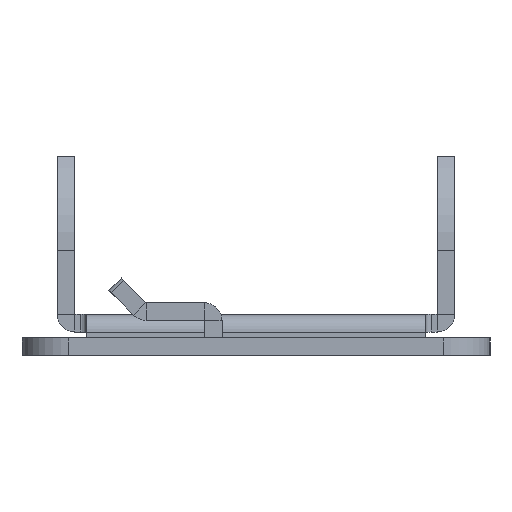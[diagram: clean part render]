
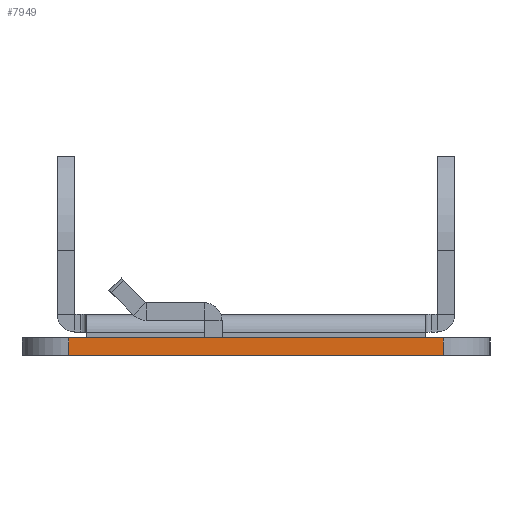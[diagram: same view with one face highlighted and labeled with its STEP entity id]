
A CAD part, left-side view. The second image highlights one B-rep face of the part: STEP entity #7949.
In plain terms, the highlighted planar face has unit normal (-1, 0, 0).
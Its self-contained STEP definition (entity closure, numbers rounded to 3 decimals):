
#159 = CARTESIAN_POINT ( 'NONE',  ( -225.01, -20., -2. ) ) ;
#164 = PLANE ( 'NONE',  #4433 ) ;
#169 = DIRECTION ( 'NONE',  ( -1., 0., 0. ) ) ;
#170 = DIRECTION ( 'NONE',  ( 0., 0., 1. ) ) ;
#507 = FACE_OUTER_BOUND ( 'NONE', #945, .T. ) ;
#654 = CARTESIAN_POINT ( 'NONE',  ( -225.01, -16., -2. ) ) ;
#655 = CARTESIAN_POINT ( 'NONE',  ( -225.01, 16., -2. ) ) ;
#674 = CARTESIAN_POINT ( 'NONE',  ( -225.01, 16., -0.5 ) ) ;
#675 = CARTESIAN_POINT ( 'NONE',  ( -225.01, -16., -0.5 ) ) ;
#945 = EDGE_LOOP ( 'NONE', ( #7135, #7125, #7117, #7121 ) ) ;
#2392 = EDGE_CURVE ( 'NONE', #7677, #7676, #4662, .T. ) ;
#2410 = EDGE_CURVE ( 'NONE', #7697, #7696, #4688, .T. ) ;
#2709 = EDGE_CURVE ( 'NONE', #7696, #7677, #2883, .T. ) ;
#2714 = EDGE_CURVE ( 'NONE', #7676, #7697, #2880, .T. ) ;
#2874 = VECTOR ( 'NONE', #3936, 1000. ) ;
#2880 = LINE ( 'NONE', #3935, #2874 ) ;
#2883 = LINE ( 'NONE', #3924, #2884 ) ;
#2884 = VECTOR ( 'NONE', #3925, 1000. ) ;
#3924 = CARTESIAN_POINT ( 'NONE',  ( -225.01, 16., -2. ) ) ;
#3925 = DIRECTION ( 'NONE',  ( 0., 0., -1. ) ) ;
#3935 = CARTESIAN_POINT ( 'NONE',  ( -225.01, -16., -0.5 ) ) ;
#3936 = DIRECTION ( 'NONE',  ( 0., 0., 1. ) ) ;
#4433 = AXIS2_PLACEMENT_3D ( 'NONE', #159, #169, #170 ) ;
#4659 = VECTOR ( 'NONE', #6092, 1000. ) ;
#4662 = LINE ( 'NONE', #6091, #4659 ) ;
#4688 = LINE ( 'NONE', #6132, #4696 ) ;
#4696 = VECTOR ( 'NONE', #6135, 1000. ) ;
#6091 = CARTESIAN_POINT ( 'NONE',  ( -225.01, 20., -2. ) ) ;
#6092 = DIRECTION ( 'NONE',  ( 0., -1., 0. ) ) ;
#6132 = CARTESIAN_POINT ( 'NONE',  ( -225.01, -14.49, -0.5 ) ) ;
#6135 = DIRECTION ( 'NONE',  ( 0., 1., 0. ) ) ;
#7117 = ORIENTED_EDGE ( 'NONE', *, *, #2392, .T. ) ;
#7121 = ORIENTED_EDGE ( 'NONE', *, *, #2714, .T. ) ;
#7125 = ORIENTED_EDGE ( 'NONE', *, *, #2709, .T. ) ;
#7135 = ORIENTED_EDGE ( 'NONE', *, *, #2410, .T. ) ;
#7676 = VERTEX_POINT ( 'NONE', #654 ) ;
#7677 = VERTEX_POINT ( 'NONE', #655 ) ;
#7696 = VERTEX_POINT ( 'NONE', #674 ) ;
#7697 = VERTEX_POINT ( 'NONE', #675 ) ;
#7949 = ADVANCED_FACE ( 'NONE', ( #507 ), #164, .T. ) ;
